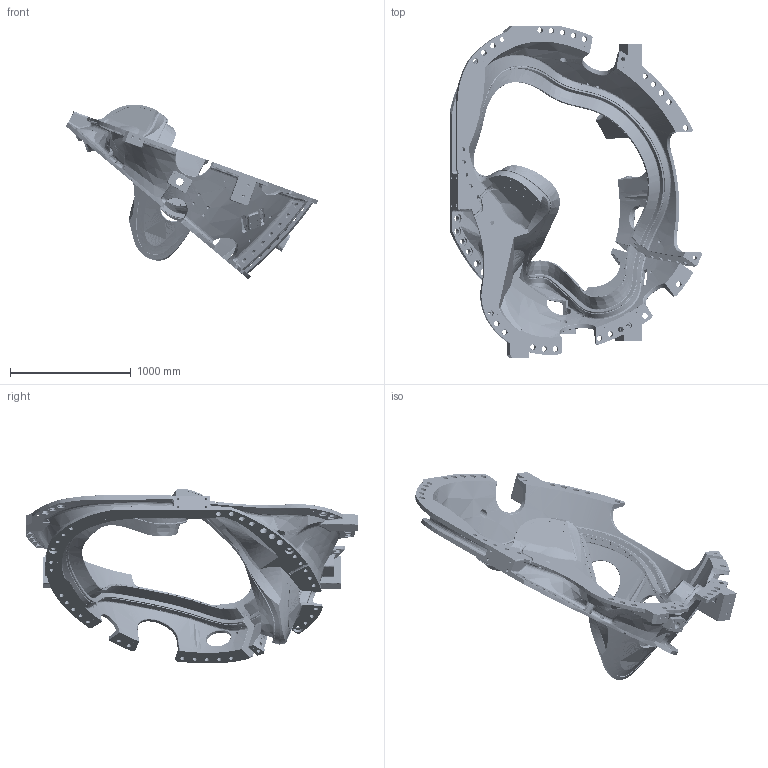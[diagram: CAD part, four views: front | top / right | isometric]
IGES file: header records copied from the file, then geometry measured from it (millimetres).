
Global section: file name: 20080226.MC9; native system: MASTERCAM; preprocessor: 1; date: 080331.160908; units: inch
Bounding box: 2092.71 x 2753.51 x 1451.32 mm (x, y, z)
Surface area: 13847104.6 mm2 (no closed solid volume)
Topology: 0 solids, 0 shells, 2059 faces, 164928 edges, 167740 vertices
Faces by surface type: bspline 2059
